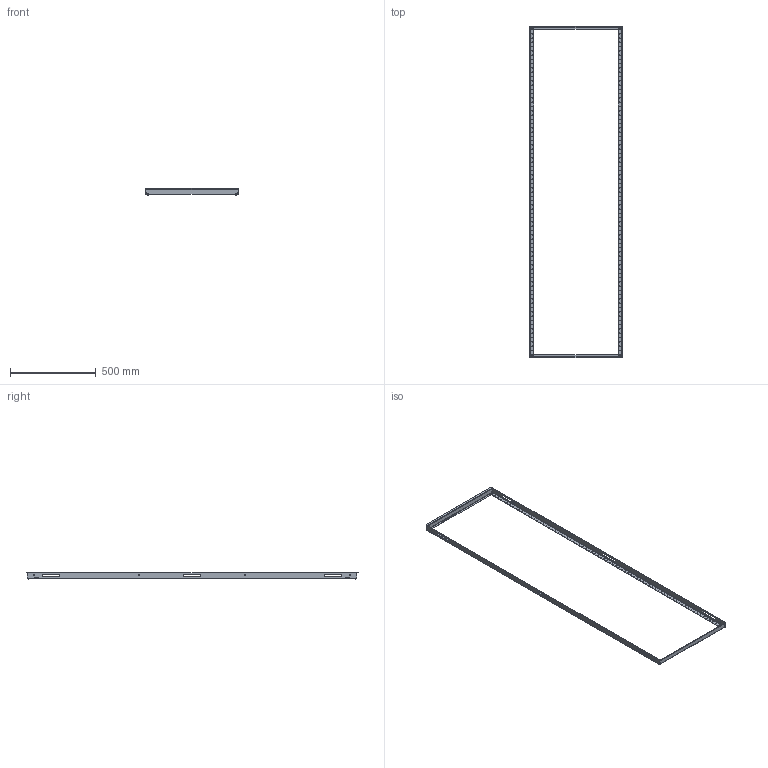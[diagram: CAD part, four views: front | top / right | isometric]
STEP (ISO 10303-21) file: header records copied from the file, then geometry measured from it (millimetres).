
FILE_DESCRIPTION (( 'STEP AP214' ), '1' );
FILE_NAME ('YKV-RAMA-2000-600 Ðàìà ïîä ïàíåëè ËÃ.ËÌÀ äëÿ ÂÐÓ 2000õ600õÕÕÕ (Í=1950) SMART.STEP', '2020-02-20T07:37:14', ( '' ), ( '' ), 'SwSTEP 2.0', 'SolidWorks 2017', '' );
FILE_SCHEMA (( 'AUTOMOTIVE_DESIGN' ));
Length unit declared in the file: millimetre
Products named in the file (4): 烂扰 252.05.002 青汶篪赅_-01; 烂扰 252.05.001 鱼铍铌 忮痱桕嚯_-01; YKV-RAMA-2000-600 Ðàìà ïîä ïàíåëè ËÃ.ËÌÀ äëÿ ÂÐÓ 2000õ600õÕÕÕ (Í=1950) SMART; Âèíò ðåçüáîâûäàâëèâàþùèé Ì4x8_-00
Assembly tree (8 placements, depth 2):
  YKV-RAMA-2000-600 Ðàìà ïîä ïàíåëè ËÃ.ËÌÀ äëÿ ÂÐÓ 2000õ600õÕÕÕ (Í=1950) SMART
    烂扰 252.05.001 鱼铍铌 忮痱桕嚯_-01  x2
    烂扰 252.05.002 青汶篪赅_-01  x2
    Âèíò ðåçüáîâûäàâëèâàþùèé Ì4x8_-00  x4
Bounding box: 542.4 x 1940.14 x 42.77 mm (x, y, z)
Volume: 330244.6 mm3; surface area: 534977.9 mm2
Topology: 8 solids, 8 shells, 652 faces, 1876 edges, 1232 vertices
Faces by surface type: cylinder 408, plane 204, bspline 24, torus 8, sphere 8
Entity records: 11296 total; most frequent: CARTESIAN_POINT 2705, DIRECTION 1812, ORIENTED_EDGE 1708, EDGE_CURVE 854, AXIS2_PLACEMENT_3D 701, VERTEX_POINT 558, EDGE_LOOP 470, VECTOR 410
